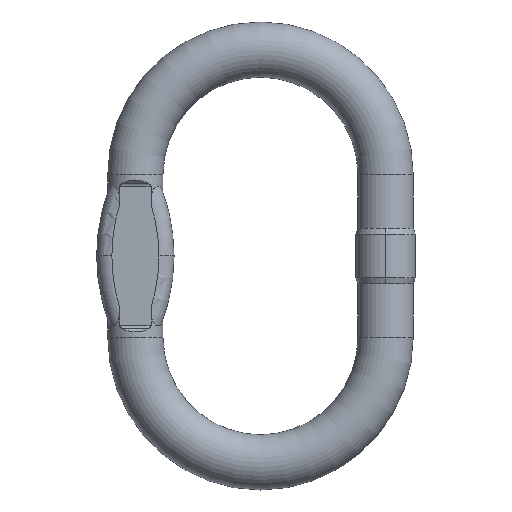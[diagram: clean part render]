
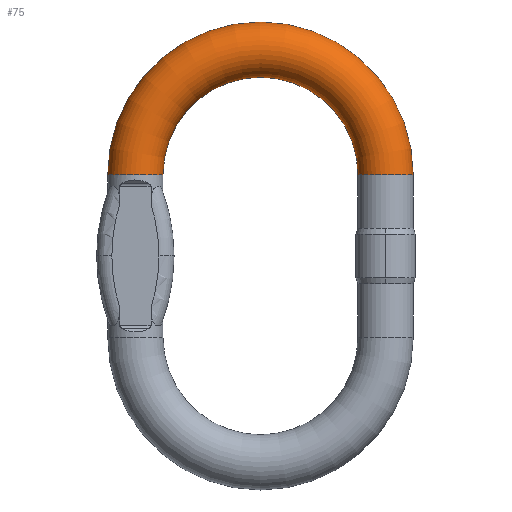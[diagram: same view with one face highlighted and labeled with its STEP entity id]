
A CAD part, top view. The second image highlights one B-rep face of the part: STEP entity #75.
In plain terms, the highlighted toroidal (fillet/blend) face has major radius 38.5 mm and minor radius 8.5 mm.
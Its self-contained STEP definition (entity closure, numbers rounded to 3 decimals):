
#75=ADVANCED_FACE('',(#237),#238,.T.);
#237=FACE_OUTER_BOUND('',#572,.T.);
#238=TOROIDAL_SURFACE('',#573,38.5,8.5);
#572=EDGE_LOOP('',(#956,#957,#958,#959));
#573=AXIS2_PLACEMENT_3D('',#960,#961,#962);
#956=ORIENTED_EDGE('',*,*,#2447,.F.);
#957=ORIENTED_EDGE('',*,*,#2448,.F.);
#958=ORIENTED_EDGE('',*,*,#2449,.F.);
#959=ORIENTED_EDGE('',*,*,#2450,.T.);
#960=CARTESIAN_POINT('',(0.,25.0,0.0));
#961=DIRECTION('',(0.0,0.0,-1.0));
#962=DIRECTION('',(-1.0,0.0,0.0));
#2447=EDGE_CURVE('',#2875,#2876,#2877,.T.);
#2448=EDGE_CURVE('',#2878,#2875,#2879,.T.);
#2449=EDGE_CURVE('',#2880,#2878,#2881,.T.);
#2450=EDGE_CURVE('',#2880,#2876,#2882,.T.);
#2875=VERTEX_POINT('',#3583);
#2876=VERTEX_POINT('',#3584);
#2877=CIRCLE('',#3585,47.0);
#2878=VERTEX_POINT('',#3586);
#2879=CIRCLE('',#3587,8.5);
#2880=VERTEX_POINT('',#3588);
#2881=CIRCLE('',#3589,30.0);
#2882=CIRCLE('',#3590,8.5);
#3583=CARTESIAN_POINT('',(-47.0,25.0,0.));
#3584=CARTESIAN_POINT('',(47.,25.,0.));
#3585=AXIS2_PLACEMENT_3D('',#5337,#5338,#5339);
#3586=CARTESIAN_POINT('',(-30.0,25.0,0.0));
#3587=AXIS2_PLACEMENT_3D('',#5340,#5341,#5342);
#3588=CARTESIAN_POINT('',(30.,25.,0.0));
#3589=AXIS2_PLACEMENT_3D('',#5343,#5344,#5345);
#3590=AXIS2_PLACEMENT_3D('',#5346,#5347,#5348);
#5337=CARTESIAN_POINT('',(0.,25.0,0.));
#5338=DIRECTION('',(0.0,0.0,-1.0));
#5339=DIRECTION('',(-1.0,0.0,0.0));
#5340=CARTESIAN_POINT('',(-38.5,25.0,0.0));
#5341=DIRECTION('',(0.,-1.0,0.0));
#5342=DIRECTION('',(1.0,0.,0.0));
#5343=CARTESIAN_POINT('',(0.,25.0,0.));
#5344=DIRECTION('',(0.0,-0.0,1.0));
#5345=DIRECTION('',(-1.0,0.0,0.0));
#5346=CARTESIAN_POINT('',(38.5,25.,0.0));
#5347=DIRECTION('',(0.,1.0,0.0));
#5348=DIRECTION('',(-1.0,0.,0.0));
